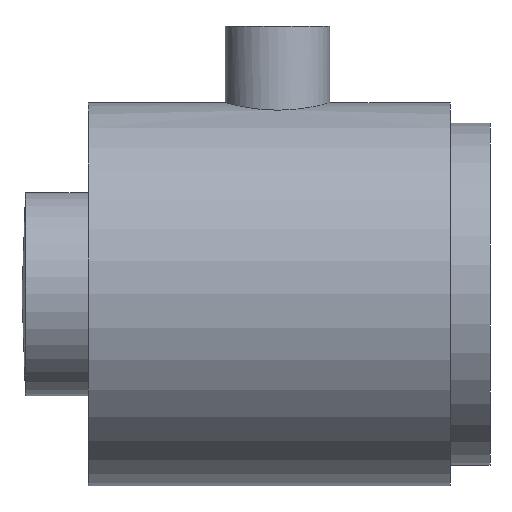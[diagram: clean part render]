
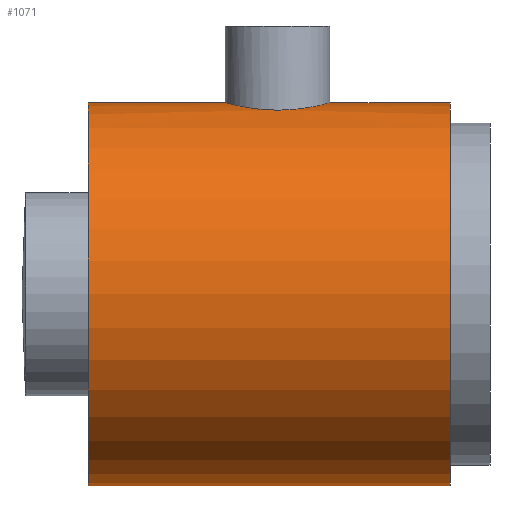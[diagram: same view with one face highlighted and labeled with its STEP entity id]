
A CAD part, left-side view. The second image highlights one B-rep face of the part: STEP entity #1071.
In plain terms, the highlighted cylindrical face has radius 75.057 mm (diameter 150.114 mm), a full revolution.
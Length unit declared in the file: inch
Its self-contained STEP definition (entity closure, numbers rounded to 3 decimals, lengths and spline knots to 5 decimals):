
#70=B_SPLINE_CURVE_WITH_KNOTS('',3,(#4265,#4266,#4267,#4268,#4269,#4270,
#4271,#4272,#4273,#4274,#4275,#4276,#4277,#4278,#4279,#4280,#4281,#4282,
#4283,#4284,#4285,#4286,#4287,#4288,#4289,#4290,#4291,#4292,#4293,#4294,
#4295,#4296,#4297,#4298),.UNSPECIFIED.,.F.,.F.,(4,2,2,2,2,2,2,2,2,2,2,2,
2,2,2,2,4),(0.,0.38828,0.77656,1.16484,1.55312,
1.94132,2.32952,2.71772,3.10592,3.49412,
3.88232,4.27052,4.65872,5.047,5.43528,
5.82356,6.21184),.UNSPECIFIED.);
#71=B_SPLINE_CURVE_WITH_KNOTS('',3,(#4299,#4300,#4301,#4302,#4303,#4304,
#4305,#4306,#4307,#4308,#4309,#4310,#4311,#4312,#4313,#4314,#4315,#4316,
#4317,#4318,#4319,#4320,#4321,#4322,#4323,#4324,#4325,#4326,#4327,#4328,
#4329,#4330,#4331,#4332),.UNSPECIFIED.,.F.,.F.,(4,2,2,2,2,2,2,2,2,2,2,2,
2,2,2,2,4),(6.21184,6.60011,6.98839,7.37667,
7.76495,8.15315,8.54135,8.92955,9.31775,
9.70595,10.09415,10.48235,10.87056,11.25883,
11.64711,12.03539,12.42367),.UNSPECIFIED.);
#88=FACE_BOUND('',#252,.T.);
#178=FACE_OUTER_BOUND('',#251,.T.);
#251=EDGE_LOOP('',(#959,#960,#961,#962));
#252=EDGE_LOOP('',(#963,#964));
#326=LINE('',#4349,#396);
#396=VECTOR('',#1426,2.955);
#422=CIRCLE('',#1173,2.955);
#424=CIRCLE('',#1176,2.955);
#518=VERTEX_POINT('',#4262);
#519=VERTEX_POINT('',#4264);
#522=VERTEX_POINT('',#4342);
#524=VERTEX_POINT('',#4347);
#665=EDGE_CURVE('',#519,#518,#70,.T.);
#666=EDGE_CURVE('',#518,#519,#71,.T.);
#670=EDGE_CURVE('',#522,#522,#422,.T.);
#672=EDGE_CURVE('',#524,#524,#424,.T.);
#673=EDGE_CURVE('',#524,#522,#326,.T.);
#959=ORIENTED_EDGE('',*,*,#672,.F.);
#960=ORIENTED_EDGE('',*,*,#673,.T.);
#961=ORIENTED_EDGE('',*,*,#670,.T.);
#962=ORIENTED_EDGE('',*,*,#673,.F.);
#963=ORIENTED_EDGE('',*,*,#665,.T.);
#964=ORIENTED_EDGE('',*,*,#666,.T.);
#1008=CYLINDRICAL_SURFACE('',#1175,2.955);
#1071=ADVANCED_FACE('',(#178,#88),#1008,.T.);
#1173=AXIS2_PLACEMENT_3D('',#4343,#1418,#1419);
#1175=AXIS2_PLACEMENT_3D('',#4346,#1422,#1423);
#1176=AXIS2_PLACEMENT_3D('',#4348,#1424,#1425);
#1418=DIRECTION('center_axis',(0.,1.,0.));
#1419=DIRECTION('ref_axis',(-1.,0.,0.));
#1422=DIRECTION('center_axis',(0.,1.,0.));
#1423=DIRECTION('ref_axis',(-1.,0.,0.));
#1424=DIRECTION('center_axis',(0.,1.,0.));
#1425=DIRECTION('ref_axis',(-1.,0.,0.));
#1426=DIRECTION('',(0.,-1.,0.));
#4262=CARTESIAN_POINT('',(-0.80709,3.27953,2.84265));
#4264=CARTESIAN_POINT('',(0.80709,3.27953,2.84265));
#4265=CARTESIAN_POINT('Ctrl Pts',(0.80709,3.27953,2.84265));
#4266=CARTESIAN_POINT('Ctrl Pts',(0.80709,3.22857,2.84265));
#4267=CARTESIAN_POINT('Ctrl Pts',(0.80218,3.17597,2.84405));
#4268=CARTESIAN_POINT('Ctrl Pts',(0.78163,3.07149,2.84977));
#4269=CARTESIAN_POINT('Ctrl Pts',(0.76598,3.01962,2.85408));
#4270=CARTESIAN_POINT('Ctrl Pts',(0.72472,2.92028,2.86483));
#4271=CARTESIAN_POINT('Ctrl Pts',(0.69907,2.87272,2.87128));
#4272=CARTESIAN_POINT('Ctrl Pts',(0.63991,2.78484,2.88504));
#4273=CARTESIAN_POINT('Ctrl Pts',(0.60638,2.74452,2.89234));
#4274=CARTESIAN_POINT('Ctrl Pts',(0.53502,2.67315,2.90639));
#4275=CARTESIAN_POINT('Ctrl Pts',(0.4947,2.63963,2.91364));
#4276=CARTESIAN_POINT('Ctrl Pts',(0.40681,2.58046,2.9272));
#4277=CARTESIAN_POINT('Ctrl Pts',(0.35925,2.55481,2.93351));
#4278=CARTESIAN_POINT('Ctrl Pts',(0.2599,2.51354,2.94397));
#4279=CARTESIAN_POINT('Ctrl Pts',(0.20802,2.4979,2.94813));
#4280=CARTESIAN_POINT('Ctrl Pts',(0.10355,2.47734,2.95365));
#4281=CARTESIAN_POINT('Ctrl Pts',(0.05094,2.47244,2.955));
#4282=CARTESIAN_POINT('Ctrl Pts',(-0.05094,2.47244,
2.955));
#4283=CARTESIAN_POINT('Ctrl Pts',(-0.10355,2.47734,2.95365));
#4284=CARTESIAN_POINT('Ctrl Pts',(-0.20802,2.4979,2.94813));
#4285=CARTESIAN_POINT('Ctrl Pts',(-0.2599,2.51354,2.94397));
#4286=CARTESIAN_POINT('Ctrl Pts',(-0.35925,2.55481,2.93351));
#4287=CARTESIAN_POINT('Ctrl Pts',(-0.40681,2.58046,2.9272));
#4288=CARTESIAN_POINT('Ctrl Pts',(-0.4947,2.63963,2.91364));
#4289=CARTESIAN_POINT('Ctrl Pts',(-0.53502,2.67315,2.90639));
#4290=CARTESIAN_POINT('Ctrl Pts',(-0.60638,2.74452,2.89234));
#4291=CARTESIAN_POINT('Ctrl Pts',(-0.63991,2.78484,2.88504));
#4292=CARTESIAN_POINT('Ctrl Pts',(-0.69907,2.87272,2.87128));
#4293=CARTESIAN_POINT('Ctrl Pts',(-0.72472,2.92028,2.86483));
#4294=CARTESIAN_POINT('Ctrl Pts',(-0.76598,3.01962,2.85408));
#4295=CARTESIAN_POINT('Ctrl Pts',(-0.78163,3.07149,2.84977));
#4296=CARTESIAN_POINT('Ctrl Pts',(-0.80218,3.17597,2.84405));
#4297=CARTESIAN_POINT('Ctrl Pts',(-0.80709,3.22857,2.84265));
#4298=CARTESIAN_POINT('Ctrl Pts',(-0.80709,3.27953,2.84265));
#4299=CARTESIAN_POINT('Ctrl Pts',(-0.80709,3.27953,2.84265));
#4300=CARTESIAN_POINT('Ctrl Pts',(-0.80709,3.33048,2.84265));
#4301=CARTESIAN_POINT('Ctrl Pts',(-0.80218,3.38309,2.84405));
#4302=CARTESIAN_POINT('Ctrl Pts',(-0.78163,3.48757,2.84977));
#4303=CARTESIAN_POINT('Ctrl Pts',(-0.76598,3.53943,2.85408));
#4304=CARTESIAN_POINT('Ctrl Pts',(-0.72472,3.63878,2.86483));
#4305=CARTESIAN_POINT('Ctrl Pts',(-0.69907,3.68633,2.87128));
#4306=CARTESIAN_POINT('Ctrl Pts',(-0.63991,3.77421,2.88504));
#4307=CARTESIAN_POINT('Ctrl Pts',(-0.60638,3.81454,2.89234));
#4308=CARTESIAN_POINT('Ctrl Pts',(-0.53502,3.8859,2.90639));
#4309=CARTESIAN_POINT('Ctrl Pts',(-0.4947,3.91943,2.91364));
#4310=CARTESIAN_POINT('Ctrl Pts',(-0.40681,3.9786,2.9272));
#4311=CARTESIAN_POINT('Ctrl Pts',(-0.35925,4.00425,2.93351));
#4312=CARTESIAN_POINT('Ctrl Pts',(-0.2599,4.04551,2.94397));
#4313=CARTESIAN_POINT('Ctrl Pts',(-0.20802,4.06116,2.94813));
#4314=CARTESIAN_POINT('Ctrl Pts',(-0.10355,4.08171,2.95365));
#4315=CARTESIAN_POINT('Ctrl Pts',(-0.05094,4.08661,
2.955));
#4316=CARTESIAN_POINT('Ctrl Pts',(0.05094,4.08661,2.955));
#4317=CARTESIAN_POINT('Ctrl Pts',(0.10355,4.08171,2.95365));
#4318=CARTESIAN_POINT('Ctrl Pts',(0.20802,4.06116,2.94813));
#4319=CARTESIAN_POINT('Ctrl Pts',(0.2599,4.04551,2.94397));
#4320=CARTESIAN_POINT('Ctrl Pts',(0.35925,4.00425,2.93351));
#4321=CARTESIAN_POINT('Ctrl Pts',(0.40681,3.9786,2.9272));
#4322=CARTESIAN_POINT('Ctrl Pts',(0.4947,3.91943,2.91364));
#4323=CARTESIAN_POINT('Ctrl Pts',(0.53502,3.8859,2.90639));
#4324=CARTESIAN_POINT('Ctrl Pts',(0.60638,3.81454,2.89234));
#4325=CARTESIAN_POINT('Ctrl Pts',(0.63991,3.77421,2.88504));
#4326=CARTESIAN_POINT('Ctrl Pts',(0.69907,3.68633,2.87128));
#4327=CARTESIAN_POINT('Ctrl Pts',(0.72472,3.63878,2.86483));
#4328=CARTESIAN_POINT('Ctrl Pts',(0.76598,3.53943,2.85408));
#4329=CARTESIAN_POINT('Ctrl Pts',(0.78163,3.48757,2.84977));
#4330=CARTESIAN_POINT('Ctrl Pts',(0.80218,3.38309,2.84405));
#4331=CARTESIAN_POINT('Ctrl Pts',(0.80709,3.33048,2.84265));
#4332=CARTESIAN_POINT('Ctrl Pts',(0.80709,3.27953,2.84265));
#4342=CARTESIAN_POINT('',(2.955,0.61024,0.));
#4343=CARTESIAN_POINT('Origin',(0.,0.61024,0.));
#4346=CARTESIAN_POINT('Origin',(0.,0.61024,0.));
#4347=CARTESIAN_POINT('',(2.955,6.20079,0.));
#4348=CARTESIAN_POINT('Origin',(0.,6.20079,0.));
#4349=CARTESIAN_POINT('',(2.955,0.61024,0.));
